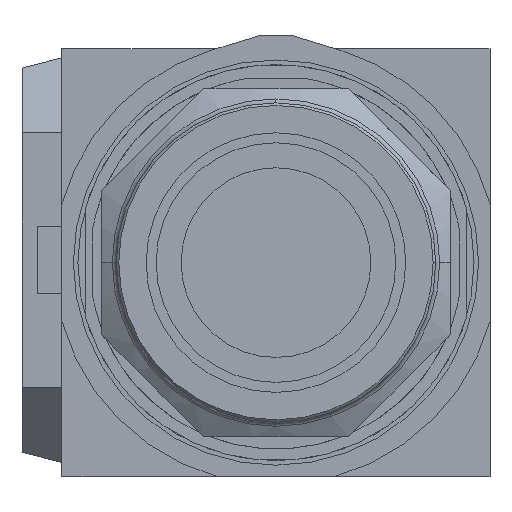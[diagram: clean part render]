
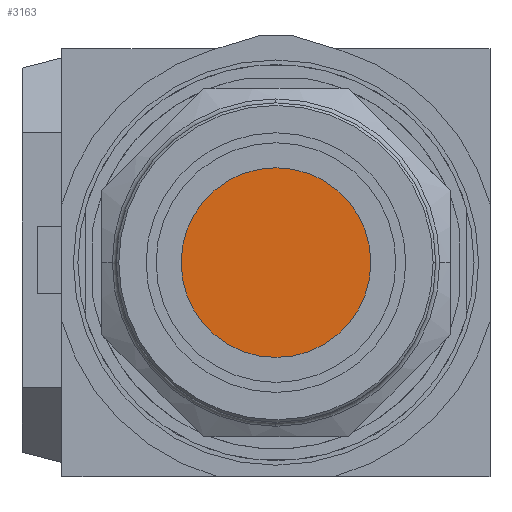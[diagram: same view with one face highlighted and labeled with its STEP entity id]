
A CAD part, front view. The second image highlights one B-rep face of the part: STEP entity #3163.
In plain terms, the highlighted planar face has unit normal (0, -1, 0).
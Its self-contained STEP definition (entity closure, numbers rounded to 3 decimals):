
#1744=CARTESIAN_POINT('',(0.,-15.951,0.));
#1745=DIRECTION('',(0.,-1.,0.));
#1746=DIRECTION('',(-1.,0.,0.));
#1747=AXIS2_PLACEMENT_3D('',#1744,#1745,#1746);
#1749=CARTESIAN_POINT('',(0.,-15.951,0.));
#1750=DIRECTION('',(0.,-1.,0.));
#1751=DIRECTION('',(1.,0.,0.));
#1752=AXIS2_PLACEMENT_3D('',#1749,#1750,#1751);
#1754=CARTESIAN_POINT('',(-9.5,-15.951,0.));
#1755=CARTESIAN_POINT('',(9.5,-15.951,0.));
#1756=VERTEX_POINT('',#1754);
#1757=VERTEX_POINT('',#1755);
#3154=CARTESIAN_POINT('',(0.,-15.951,0.));
#3155=DIRECTION('',(0.,1.,0.));
#3156=DIRECTION('',(1.,0.,0.));
#3157=AXIS2_PLACEMENT_3D('',#3154,#3155,#3156);
#3158=PLANE('',#3157);
#3159=ORIENTED_EDGE('',*,*,#3122,.F.);
#3160=ORIENTED_EDGE('',*,*,#3140,.F.);
#3161=EDGE_LOOP('',(#3159,#3160));
#3162=FACE_OUTER_BOUND('',#3161,.F.);
#1748=CIRCLE('',#1747,9.5);
#1753=CIRCLE('',#1752,9.5);
#3122=EDGE_CURVE('',#1756,#1757,#1748,.T.);
#3140=EDGE_CURVE('',#1757,#1756,#1753,.T.);
#3163=ADVANCED_FACE('',(#3162),#3158,.F.);
